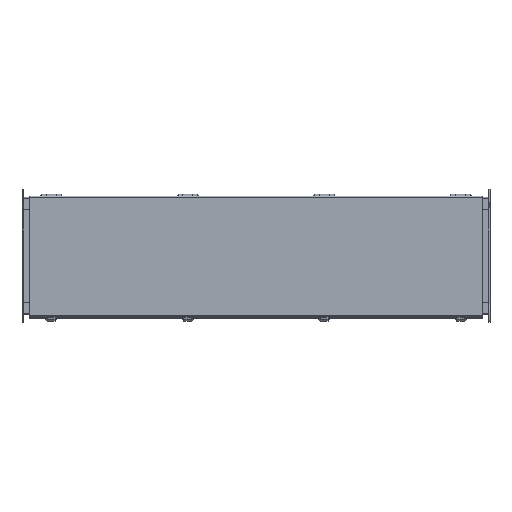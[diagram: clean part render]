
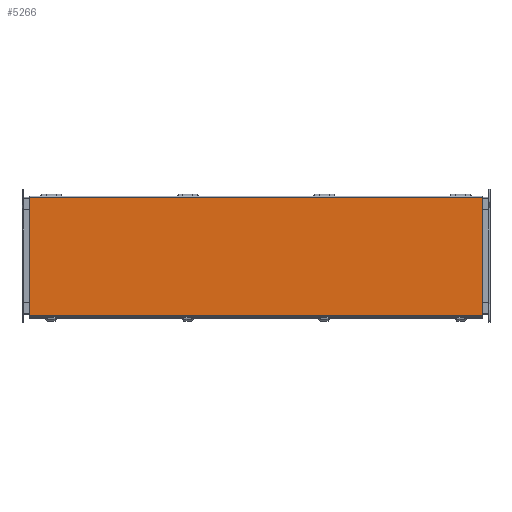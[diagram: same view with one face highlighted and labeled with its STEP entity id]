
A CAD part, top view. The second image highlights one B-rep face of the part: STEP entity #5266.
In plain terms, the highlighted planar face has unit normal (0, 0, 1).
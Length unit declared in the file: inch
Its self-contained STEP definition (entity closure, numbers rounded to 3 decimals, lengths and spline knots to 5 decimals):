
#1052 = VECTOR ( 'NONE', #19025, 39.37008 ) ;
#1441 = LINE ( 'NONE', #8273, #2578 ) ;
#1580 = PLANE ( 'NONE',  #8641 ) ;
#1770 = DIRECTION ( 'NONE',  ( -1., 0., 0. ) ) ;
#2578 = VECTOR ( 'NONE', #1770, 39.37008 ) ;
#2664 = LINE ( 'NONE', #16121, #18262 ) ;
#3118 = CARTESIAN_POINT ( 'NONE',  ( -23.218, -6.12, 6.172 ) ) ;
#3916 = LINE ( 'NONE', #5465, #1052 ) ;
#4423 = EDGE_CURVE ( 'NONE', #8030, #9034, #10920, .T. ) ;
#4619 = CARTESIAN_POINT ( 'NONE',  ( -23.218, -6.228, 6.172 ) ) ;
#5266 = ADVANCED_FACE ( 'NONE', ( #16475 ), #1580, .T. ) ;
#5465 = CARTESIAN_POINT ( 'NONE',  ( -23.218, -6.12, 6.172 ) ) ;
#6398 = ORIENTED_EDGE ( 'NONE', *, *, #9402, .T. ) ;
#6564 = ORIENTED_EDGE ( 'NONE', *, *, #20165, .T. ) ;
#7746 = DIRECTION ( 'NONE',  ( 0., 1., 0. ) ) ;
#7894 = VERTEX_POINT ( 'NONE', #12851 ) ;
#8030 = VERTEX_POINT ( 'NONE', #20090 ) ;
#8273 = CARTESIAN_POINT ( 'NONE',  ( -23.218, 6.039, 6.172 ) ) ;
#8641 = AXIS2_PLACEMENT_3D ( 'NONE', #11623, #9637, #15160 ) ;
#8834 = EDGE_CURVE ( 'NONE', #9034, #7894, #3916, .T. ) ;
#9034 = VERTEX_POINT ( 'NONE', #3118 ) ;
#9135 = CARTESIAN_POINT ( 'NONE',  ( 23.25, 6.039, 6.172 ) ) ;
#9402 = EDGE_CURVE ( 'NONE', #7894, #15236, #2664, .T. ) ;
#9637 = DIRECTION ( 'NONE',  ( 0., 0., 1. ) ) ;
#10920 = LINE ( 'NONE', #4619, #16015 ) ;
#11623 = CARTESIAN_POINT ( 'NONE',  ( -23.218, -6.228, 6.172 ) ) ;
#12092 = EDGE_LOOP ( 'NONE', ( #19804, #15661, #6398, #6564 ) ) ;
#12851 = CARTESIAN_POINT ( 'NONE',  ( 23.25, -6.12, 6.172 ) ) ;
#14341 = DIRECTION ( 'NONE',  ( 0., -1., 0. ) ) ;
#15160 = DIRECTION ( 'NONE',  ( 1., 0., 0. ) ) ;
#15236 = VERTEX_POINT ( 'NONE', #9135 ) ;
#15661 = ORIENTED_EDGE ( 'NONE', *, *, #8834, .T. ) ;
#16015 = VECTOR ( 'NONE', #14341, 39.37008 ) ;
#16121 = CARTESIAN_POINT ( 'NONE',  ( 23.25, -6.228, 6.172 ) ) ;
#16475 = FACE_OUTER_BOUND ( 'NONE', #12092, .T. ) ;
#18262 = VECTOR ( 'NONE', #7746, 39.37008 ) ;
#19025 = DIRECTION ( 'NONE',  ( 1., 0., 0. ) ) ;
#19804 = ORIENTED_EDGE ( 'NONE', *, *, #4423, .T. ) ;
#20090 = CARTESIAN_POINT ( 'NONE',  ( -23.218, 6.039, 6.172 ) ) ;
#20165 = EDGE_CURVE ( 'NONE', #15236, #8030, #1441, .T. ) ;
